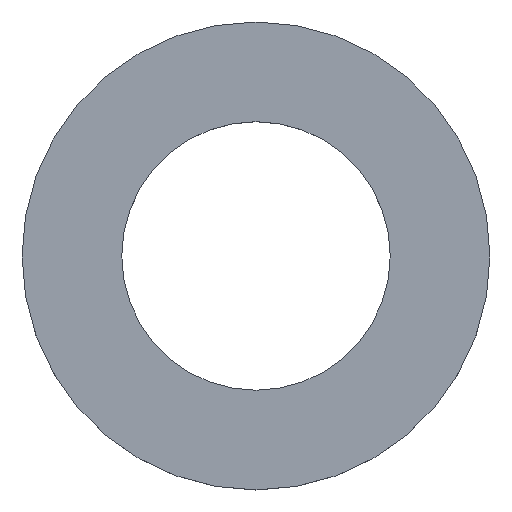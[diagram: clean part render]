
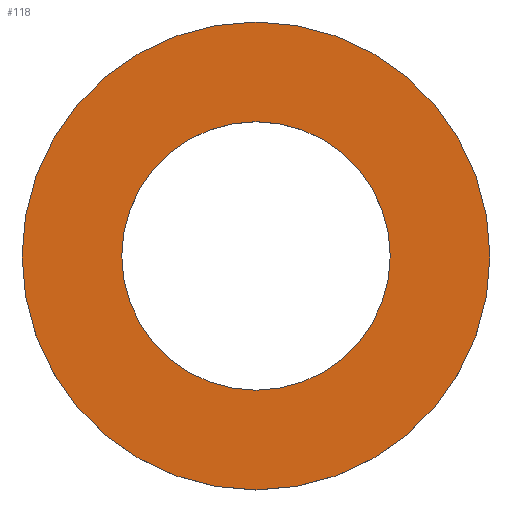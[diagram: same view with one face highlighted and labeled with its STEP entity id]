
A CAD part, top view. The second image highlights one B-rep face of the part: STEP entity #118.
In plain terms, the highlighted planar face has unit normal (0, 0, 1).
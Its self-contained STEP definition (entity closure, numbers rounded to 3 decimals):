
#7 = ORIENTED_EDGE ( 'NONE', *, *, #32, .T. ) ;
#21 = PLANE ( 'NONE',  #121 ) ;
#22 = DIRECTION ( 'NONE',  ( 1., 0., 0. ) ) ;
#32 = EDGE_CURVE ( 'NONE', #77, #77, #74, .T. ) ;
#33 = DIRECTION ( 'NONE',  ( 0., 0., 1. ) ) ;
#37 = CARTESIAN_POINT ( 'NONE',  ( 0., 0., 2.25 ) ) ;
#46 = EDGE_LOOP ( 'NONE', ( #64 ) ) ;
#54 = CIRCLE ( 'NONE', #79, 18.65 ) ;
#57 = FACE_OUTER_BOUND ( 'NONE', #71, .T. ) ;
#59 = DIRECTION ( 'NONE',  ( 0., 0., 1. ) ) ;
#64 = ORIENTED_EDGE ( 'NONE', *, *, #99, .F. ) ;
#70 = CARTESIAN_POINT ( 'NONE',  ( 32.5, 0., 2.25 ) ) ;
#71 = EDGE_LOOP ( 'NONE', ( #7 ) ) ;
#74 = CIRCLE ( 'NONE', #110, 32.5 ) ;
#77 = VERTEX_POINT ( 'NONE', #70 ) ;
#79 = AXIS2_PLACEMENT_3D ( 'NONE', #93, #89, #22 ) ;
#80 = CARTESIAN_POINT ( 'NONE',  ( 0., 0., 2.25 ) ) ;
#87 = FACE_BOUND ( 'NONE', #46, .T. ) ;
#89 = DIRECTION ( 'NONE',  ( 0., 0., 1. ) ) ;
#93 = CARTESIAN_POINT ( 'NONE',  ( 0., 0., 2.25 ) ) ;
#95 = VERTEX_POINT ( 'NONE', #111 ) ;
#99 = EDGE_CURVE ( 'NONE', #95, #95, #54, .T. ) ;
#110 = AXIS2_PLACEMENT_3D ( 'NONE', #80, #59, #130 ) ;
#111 = CARTESIAN_POINT ( 'NONE',  ( 18.65, 0., 2.25 ) ) ;
#114 = DIRECTION ( 'NONE',  ( 1., 0., 0. ) ) ;
#118 = ADVANCED_FACE ( 'NONE', ( #57, #87 ), #21, .T. ) ;
#121 = AXIS2_PLACEMENT_3D ( 'NONE', #37, #33, #114 ) ;
#130 = DIRECTION ( 'NONE',  ( 1., 0., 0. ) ) ;
